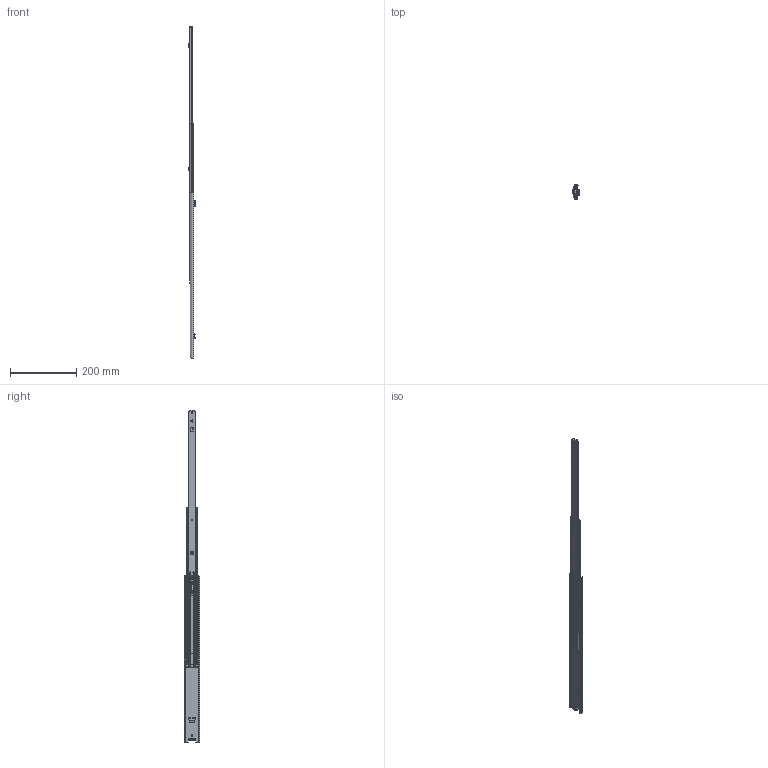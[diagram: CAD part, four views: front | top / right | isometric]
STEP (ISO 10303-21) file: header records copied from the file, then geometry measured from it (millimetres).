
FILE_DESCRIPTION (( 'STEP AP214' ), '1' );
FILE_NAME ('FR_5000_SMT.0500mm_20inch_1,5_open_right.STEP', '2022-10-18T07:54:50', ( '' ), ( '' ), 'SwSTEP 2.0', 'SolidWorks 2020', '' );
FILE_SCHEMA (( 'AUTOMOTIVE_DESIGN' ));
Length unit declared in the file: millimetre
Products named in the file (11): 5000.XXX-02.T101_NL  500; 5000.XXX-01.T101 RIGHT_NL  500; 5000.XXX-03.T101 RIGHT_NL  500; FR_5000_SMT.0500mm_20inch_1,5_open_right; 5000 RIVET; 5000 DETENT; 5000 TRIGGER; 5000 MIDDLE STOP NEW
Assembly tree (10 placements, depth 3):
  FR_5000_SMT.0500mm_20inch_1,5_open_right
    5000.XXX-01.T101 RIGHT_NL  500
      5000.XXX-01.T101 RIGHT_NL  500
      5000 DETENT
    5000.XXX-03.T101 RIGHT_NL  500
      5000.XXX-03.T101 RIGHT_NL  500
      5000 TRIGGER
      5000 RIVET
    5000.XXX-02.T101_NL  500
      5000.XXX-02.T101_NL  500
      5000 MIDDLE STOP NEW
Bounding box: 20.85 x 45.7 x 1000 mm (x, y, z)
Volume: 94601.8 mm3; surface area: 153462.5 mm2
Topology: 7 solids, 7 shells, 794 faces, 1984 edges, 1206 vertices
Faces by surface type: plane 431, cylinder 293, bspline 62, cone 6, torus 2
Entity records: 25235 total; most frequent: CARTESIAN_POINT 6283, ORIENTED_EDGE 3962, DIRECTION 3821, EDGE_CURVE 1981, AXIS2_PLACEMENT_3D 1302, LINE 1217, VECTOR 1217, VERTEX_POINT 1206
